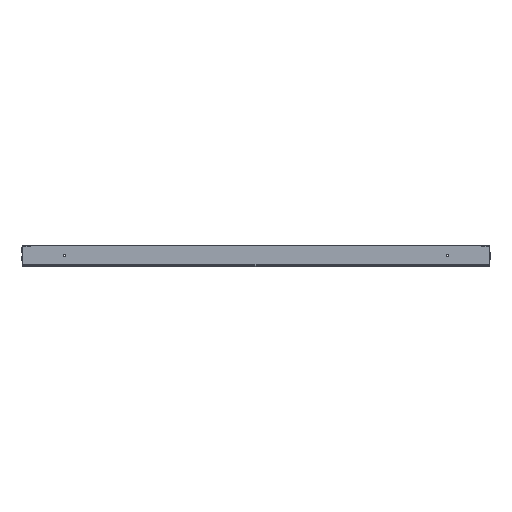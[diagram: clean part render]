
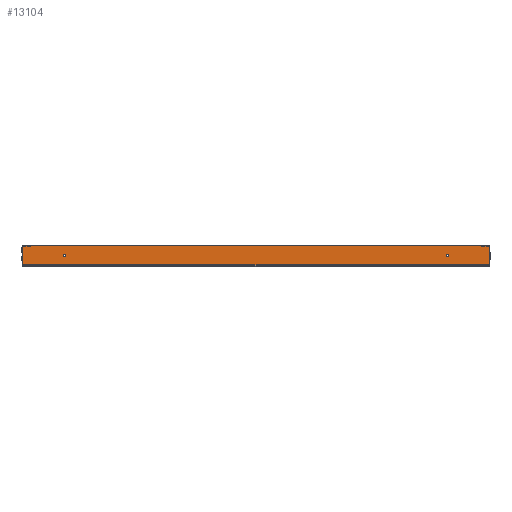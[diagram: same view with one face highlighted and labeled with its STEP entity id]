
A CAD part, front view. The second image highlights one B-rep face of the part: STEP entity #13104.
In plain terms, the highlighted planar face has unit normal (0, -1, 0).
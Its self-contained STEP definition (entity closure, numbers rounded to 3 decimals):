
#26 = CARTESIAN_POINT ( 'NONE',  ( 547.929, -900., 2. ) ) ;
#127 = DIRECTION ( 'NONE',  ( 0., 0., 1. ) ) ;
#295 = CARTESIAN_POINT ( 'NONE',  ( 547.929, -900., 0. ) ) ;
#397 = EDGE_CURVE ( 'NONE', #12639, #4553, #12461, .T. ) ;
#608 = DIRECTION ( 'NONE',  ( -1., 0., 0. ) ) ;
#744 = CIRCLE ( 'NONE', #3005, 3. ) ;
#1427 = DIRECTION ( 'NONE',  ( 0., 0., 1. ) ) ;
#1904 = VERTEX_POINT ( 'NONE', #7067 ) ;
#1914 = DIRECTION ( 'NONE',  ( 0., 1., 0. ) ) ;
#2692 = AXIS2_PLACEMENT_3D ( 'NONE', #2712, #16978, #2827 ) ;
#2697 = EDGE_LOOP ( 'NONE', ( #18906, #21880, #13330, #20663, #11206, #16544 ) ) ;
#2706 = AXIS2_PLACEMENT_3D ( 'NONE', #19946, #3826, #21255 ) ;
#2712 = CARTESIAN_POINT ( 'NONE',  ( 450., -900., 24. ) ) ;
#2827 = DIRECTION ( 'NONE',  ( 0., 0., 1. ) ) ;
#2876 = CARTESIAN_POINT ( 'NONE',  ( 0., -900., 0. ) ) ;
#3005 = AXIS2_PLACEMENT_3D ( 'NONE', #21202, #4110, #4232 ) ;
#3094 = VECTOR ( 'NONE', #1427, 1000. ) ;
#3826 = DIRECTION ( 'NONE',  ( 0., -1., 0. ) ) ;
#4110 = DIRECTION ( 'NONE',  ( 0., 1., 0. ) ) ;
#4232 = DIRECTION ( 'NONE',  ( 0., 0., 1. ) ) ;
#4553 = VERTEX_POINT ( 'NONE', #11294 ) ;
#4656 = VERTEX_POINT ( 'NONE', #16894 ) ;
#5100 = DIRECTION ( 'NONE',  ( 0., 0., 1. ) ) ;
#5366 = EDGE_CURVE ( 'NONE', #6413, #15143, #12888, .T. ) ;
#5682 = CIRCLE ( 'NONE', #2692, 3. ) ;
#5760 = CARTESIAN_POINT ( 'NONE',  ( 546.929, -900., 48. ) ) ;
#6386 = CIRCLE ( 'NONE', #9385, 1. ) ;
#6413 = VERTEX_POINT ( 'NONE', #26 ) ;
#6447 = CARTESIAN_POINT ( 'NONE',  ( -450., -900., 21. ) ) ;
#6455 = EDGE_CURVE ( 'NONE', #7979, #1904, #21308, .T. ) ;
#7067 = CARTESIAN_POINT ( 'NONE',  ( -450., -900., 27. ) ) ;
#7215 = CIRCLE ( 'NONE', #20291, 3. ) ;
#7713 = VERTEX_POINT ( 'NONE', #14170 ) ;
#7783 = EDGE_CURVE ( 'NONE', #1904, #7979, #744, .T. ) ;
#7823 = VERTEX_POINT ( 'NONE', #18491 ) ;
#7824 = CARTESIAN_POINT ( 'NONE',  ( -547.929, -900., 2. ) ) ;
#7888 = VECTOR ( 'NONE', #8147, 1000. ) ;
#7979 = VERTEX_POINT ( 'NONE', #6447 ) ;
#8147 = DIRECTION ( 'NONE',  ( -1., 0., 0. ) ) ;
#8355 = ORIENTED_EDGE ( 'NONE', *, *, #7783, .T. ) ;
#8381 = FACE_BOUND ( 'NONE', #8523, .T. ) ;
#8523 = EDGE_LOOP ( 'NONE', ( #22371, #13966 ) ) ;
#9064 = DIRECTION ( 'NONE',  ( 0., 0., 1. ) ) ;
#9385 = AXIS2_PLACEMENT_3D ( 'NONE', #15727, #21129, #5100 ) ;
#9913 = DIRECTION ( 'NONE',  ( 0., 1., 0. ) ) ;
#10409 = EDGE_CURVE ( 'NONE', #7823, #12639, #6386, .T. ) ;
#10687 = CARTESIAN_POINT ( 'NONE',  ( 450., -900., 24. ) ) ;
#10807 = CARTESIAN_POINT ( 'NONE',  ( -450., -900., 24. ) ) ;
#10977 = VECTOR ( 'NONE', #12846, 1000. ) ;
#11089 = EDGE_LOOP ( 'NONE', ( #8355, #13202 ) ) ;
#11206 = ORIENTED_EDGE ( 'NONE', *, *, #20760, .T. ) ;
#11294 = CARTESIAN_POINT ( 'NONE',  ( -546.929, -900., 48. ) ) ;
#11905 = CARTESIAN_POINT ( 'NONE',  ( -550., -900., 2. ) ) ;
#12461 = LINE ( 'NONE', #14305, #22031 ) ;
#12639 = VERTEX_POINT ( 'NONE', #5760 ) ;
#12846 = DIRECTION ( 'NONE',  ( 0., 0., 1. ) ) ;
#12888 = LINE ( 'NONE', #11905, #7888 ) ;
#13104 = ADVANCED_FACE ( 'NONE', ( #15384, #8381, #15032 ), #15498, .F. ) ;
#13202 = ORIENTED_EDGE ( 'NONE', *, *, #6455, .T. ) ;
#13303 = DIRECTION ( 'NONE',  ( 0., 0., 1. ) ) ;
#13330 = ORIENTED_EDGE ( 'NONE', *, *, #23087, .F. ) ;
#13966 = ORIENTED_EDGE ( 'NONE', *, *, #14850, .T. ) ;
#14170 = CARTESIAN_POINT ( 'NONE',  ( -547.929, -900., 47. ) ) ;
#14291 = CARTESIAN_POINT ( 'NONE',  ( -547.929, -900., 0. ) ) ;
#14305 = CARTESIAN_POINT ( 'NONE',  ( 0., -900., 48. ) ) ;
#14850 = EDGE_CURVE ( 'NONE', #4656, #18485, #5682, .T. ) ;
#15032 = FACE_OUTER_BOUND ( 'NONE', #2697, .T. ) ;
#15143 = VERTEX_POINT ( 'NONE', #7824 ) ;
#15384 = FACE_BOUND ( 'NONE', #11089, .T. ) ;
#15498 = PLANE ( 'NONE',  #19861 ) ;
#15727 = CARTESIAN_POINT ( 'NONE',  ( 546.929, -900., 47. ) ) ;
#15947 = EDGE_CURVE ( 'NONE', #4553, #7713, #22137, .T. ) ;
#16167 = DIRECTION ( 'NONE',  ( 0., 1., 0. ) ) ;
#16544 = ORIENTED_EDGE ( 'NONE', *, *, #10409, .T. ) ;
#16894 = CARTESIAN_POINT ( 'NONE',  ( 450., -900., 21. ) ) ;
#16978 = DIRECTION ( 'NONE',  ( 0., 1., 0. ) ) ;
#18485 = VERTEX_POINT ( 'NONE', #22677 ) ;
#18491 = CARTESIAN_POINT ( 'NONE',  ( 547.929, -900., 47. ) ) ;
#18906 = ORIENTED_EDGE ( 'NONE', *, *, #397, .T. ) ;
#19221 = LINE ( 'NONE', #14291, #3094 ) ;
#19421 = AXIS2_PLACEMENT_3D ( 'NONE', #10807, #1914, #9064 ) ;
#19861 = AXIS2_PLACEMENT_3D ( 'NONE', #2876, #9913, #13303 ) ;
#19946 = CARTESIAN_POINT ( 'NONE',  ( -546.929, -900., 47. ) ) ;
#19955 = EDGE_CURVE ( 'NONE', #18485, #4656, #7215, .T. ) ;
#20291 = AXIS2_PLACEMENT_3D ( 'NONE', #10687, #16167, #127 ) ;
#20663 = ORIENTED_EDGE ( 'NONE', *, *, #5366, .F. ) ;
#20760 = EDGE_CURVE ( 'NONE', #6413, #7823, #21502, .T. ) ;
#21129 = DIRECTION ( 'NONE',  ( 0., -1., 0. ) ) ;
#21202 = CARTESIAN_POINT ( 'NONE',  ( -450., -900., 24. ) ) ;
#21255 = DIRECTION ( 'NONE',  ( 0., 0., 1. ) ) ;
#21308 = CIRCLE ( 'NONE', #19421, 3. ) ;
#21502 = LINE ( 'NONE', #295, #10977 ) ;
#21880 = ORIENTED_EDGE ( 'NONE', *, *, #15947, .T. ) ;
#22031 = VECTOR ( 'NONE', #608, 1000. ) ;
#22137 = CIRCLE ( 'NONE', #2706, 1. ) ;
#22371 = ORIENTED_EDGE ( 'NONE', *, *, #19955, .T. ) ;
#22677 = CARTESIAN_POINT ( 'NONE',  ( 450., -900., 27. ) ) ;
#23087 = EDGE_CURVE ( 'NONE', #15143, #7713, #19221, .T. ) ;
